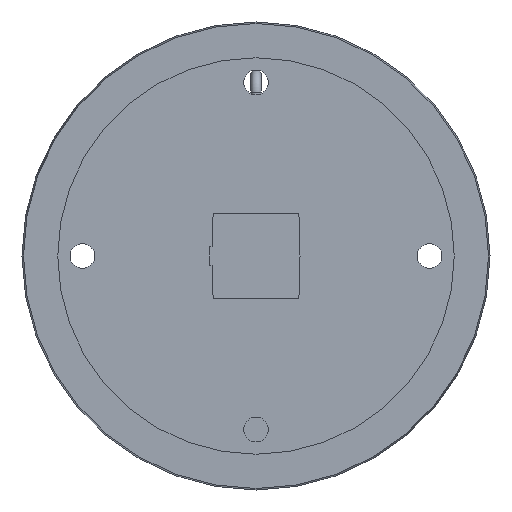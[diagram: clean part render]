
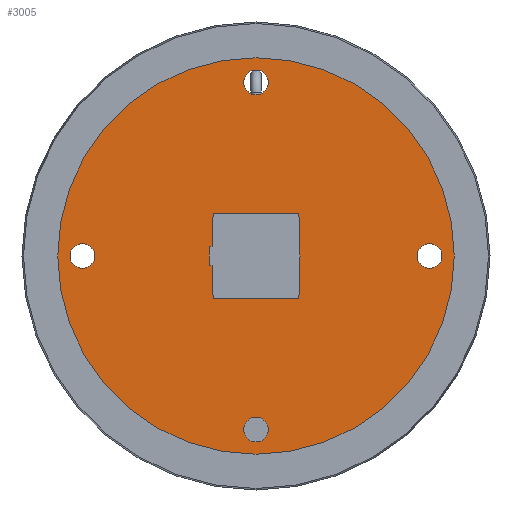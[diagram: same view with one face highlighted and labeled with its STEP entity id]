
A CAD part, front view. The second image highlights one B-rep face of the part: STEP entity #3005.
In plain terms, the highlighted planar face has unit normal (0, -1, 0).
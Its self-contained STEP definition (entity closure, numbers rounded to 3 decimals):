
#29 = EDGE_CURVE ( 'NONE', #2615, #2612, #1279, .T. ) ;
#44 = EDGE_CURVE ( 'NONE', #6784, #6784, #1273, .T. ) ;
#48 = EDGE_CURVE ( 'NONE', #2612, #2616, #1272, .T. ) ;
#50 = EDGE_CURVE ( 'NONE', #6786, #6786, #1274, .T. ) ;
#51 = EDGE_CURVE ( 'NONE', #2616, #2614, #1268, .T. ) ;
#82 = EDGE_CURVE ( 'NONE', #6787, #6787, #1247, .T. ) ;
#132 = EDGE_LOOP ( 'NONE', ( #1333 ) ) ;
#133 = EDGE_LOOP ( 'NONE', ( #1362 ) ) ;
#135 = EDGE_LOOP ( 'NONE', ( #1368 ) ) ;
#138 = EDGE_LOOP ( 'NONE', ( #1369, #1357, #6853, #1385 ) ) ;
#994 = AXIS2_PLACEMENT_3D ( 'NONE', #5161, #5162, #5163 ) ;
#995 = AXIS2_PLACEMENT_3D ( 'NONE', #5183, #5184, #5185 ) ;
#1001 = AXIS2_PLACEMENT_3D ( 'NONE', #5333, #5334, #5335 ) ;
#1046 = AXIS2_PLACEMENT_3D ( 'NONE', #6974, #6975, #6976 ) ;
#1247 = CIRCLE ( 'NONE', #1001, 9.5 ) ;
#1264 = VECTOR ( 'NONE', #5186, 1000. ) ;
#1268 = LINE ( 'NONE', #5178, #1264 ) ;
#1270 = VECTOR ( 'NONE', #5177, 1000. ) ;
#1272 = LINE ( 'NONE', #5172, #1270 ) ;
#1273 = CIRCLE ( 'NONE', #994, 9.5 ) ;
#1274 = CIRCLE ( 'NONE', #995, 9.5 ) ;
#1279 = LINE ( 'NONE', #7151, #1280 ) ;
#1280 = VECTOR ( 'NONE', #7174, 1000. ) ;
#1333 = ORIENTED_EDGE ( 'NONE', *, *, #44, .F. ) ;
#1357 = ORIENTED_EDGE ( 'NONE', *, *, #2083, .F. ) ;
#1362 = ORIENTED_EDGE ( 'NONE', *, *, #82, .F. ) ;
#1367 = ORIENTED_EDGE ( 'NONE', *, *, #3373, .T. ) ;
#1368 = ORIENTED_EDGE ( 'NONE', *, *, #2085, .F. ) ;
#1369 = ORIENTED_EDGE ( 'NONE', *, *, #29, .F. ) ;
#1373 = ORIENTED_EDGE ( 'NONE', *, *, #50, .F. ) ;
#1385 = ORIENTED_EDGE ( 'NONE', *, *, #48, .F. ) ;
#2083 = EDGE_CURVE ( 'NONE', #2614, #2615, #6294, .T. ) ;
#2085 = EDGE_CURVE ( 'NONE', #6799, #6799, #6303, .T. ) ;
#2612 = VERTEX_POINT ( 'NONE', #3528 ) ;
#2614 = VERTEX_POINT ( 'NONE', #3530 ) ;
#2615 = VERTEX_POINT ( 'NONE', #3536 ) ;
#2616 = VERTEX_POINT ( 'NONE', #5113 ) ;
#3005 = ADVANCED_FACE ( 'NONE', ( #6573, #6578, #6572, #6574, #6576, #6579 ), #3715, .F. ) ;
#3326 = CARTESIAN_POINT ( 'NONE',  ( 0., 776.6, 0. ) ) ;
#3327 = DIRECTION ( 'NONE',  ( 0., -1., 0. ) ) ;
#3328 = DIRECTION ( 'NONE',  ( -1., 0., 0. ) ) ;
#3373 = EDGE_CURVE ( 'NONE', #6802, #6802, #6743, .T. ) ;
#3479 = CARTESIAN_POINT ( 'NONE',  ( 0., 776.6, -143. ) ) ;
#3480 = CARTESIAN_POINT ( 'NONE',  ( 133.5, 776.6, -9.5 ) ) ;
#3485 = CARTESIAN_POINT ( 'NONE',  ( 0., 776.6, 124. ) ) ;
#3497 = CARTESIAN_POINT ( 'NONE',  ( -133.5, 776.6, -9.5 ) ) ;
#3500 = CARTESIAN_POINT ( 'NONE',  ( -152.5, 776.6, 0. ) ) ;
#3528 = CARTESIAN_POINT ( 'NONE',  ( -12.5, 776.6, -12.5 ) ) ;
#3530 = CARTESIAN_POINT ( 'NONE',  ( 12.5, 776.6, 12.5 ) ) ;
#3536 = CARTESIAN_POINT ( 'NONE',  ( -12.5, 776.6, 12.5 ) ) ;
#3714 = DIRECTION ( 'NONE',  ( 0., 1., 0. ) ) ;
#3715 = PLANE ( 'NONE',  #3933 ) ;
#3717 = CARTESIAN_POINT ( 'NONE',  ( 70., 776.6, 0. ) ) ;
#3719 = DIRECTION ( 'NONE',  ( 1., 0., 0. ) ) ;
#3933 = AXIS2_PLACEMENT_3D ( 'NONE', #3717, #3714, #3719 ) ;
#4004 = AXIS2_PLACEMENT_3D ( 'NONE', #3326, #3327, #3328 ) ;
#5113 = CARTESIAN_POINT ( 'NONE',  ( 12.5, 776.6, -12.5 ) ) ;
#5161 = CARTESIAN_POINT ( 'NONE',  ( 133.5, 776.6, 0. ) ) ;
#5162 = DIRECTION ( 'NONE',  ( 0., -1., 0. ) ) ;
#5163 = DIRECTION ( 'NONE',  ( 0., 0., -1. ) ) ;
#5172 = CARTESIAN_POINT ( 'NONE',  ( 70., 776.6, -12.5 ) ) ;
#5177 = DIRECTION ( 'NONE',  ( 1., 0., 0. ) ) ;
#5178 = CARTESIAN_POINT ( 'NONE',  ( 12.5, 776.6, 0. ) ) ;
#5183 = CARTESIAN_POINT ( 'NONE',  ( 0., 776.6, -133.5 ) ) ;
#5184 = DIRECTION ( 'NONE',  ( 0., -1., 0. ) ) ;
#5185 = DIRECTION ( 'NONE',  ( 0., 0., -1. ) ) ;
#5186 = DIRECTION ( 'NONE',  ( 0., 0., 1. ) ) ;
#5333 = CARTESIAN_POINT ( 'NONE',  ( 0., 776.6, 133.5 ) ) ;
#5334 = DIRECTION ( 'NONE',  ( 0., -1., 0. ) ) ;
#5335 = DIRECTION ( 'NONE',  ( 0., 0., -1. ) ) ;
#6294 = LINE ( 'NONE', #6960, #6302 ) ;
#6302 = VECTOR ( 'NONE', #6968, 1000. ) ;
#6303 = CIRCLE ( 'NONE', #1046, 9.5 ) ;
#6572 = FACE_BOUND ( 'NONE', #133, .T. ) ;
#6573 = FACE_BOUND ( 'NONE', #6867, .T. ) ;
#6574 = FACE_BOUND ( 'NONE', #132, .T. ) ;
#6576 = FACE_OUTER_BOUND ( 'NONE', #6868, .T. ) ;
#6578 = FACE_BOUND ( 'NONE', #135, .T. ) ;
#6579 = FACE_BOUND ( 'NONE', #138, .T. ) ;
#6743 = CIRCLE ( 'NONE', #4004, 152.5 ) ;
#6784 = VERTEX_POINT ( 'NONE', #3480 ) ;
#6786 = VERTEX_POINT ( 'NONE', #3479 ) ;
#6787 = VERTEX_POINT ( 'NONE', #3485 ) ;
#6799 = VERTEX_POINT ( 'NONE', #3497 ) ;
#6802 = VERTEX_POINT ( 'NONE', #3500 ) ;
#6853 = ORIENTED_EDGE ( 'NONE', *, *, #51, .F. ) ;
#6867 = EDGE_LOOP ( 'NONE', ( #1373 ) ) ;
#6868 = EDGE_LOOP ( 'NONE', ( #1367 ) ) ;
#6960 = CARTESIAN_POINT ( 'NONE',  ( 70., 776.6, 12.5 ) ) ;
#6968 = DIRECTION ( 'NONE',  ( -1., 0., 0. ) ) ;
#6974 = CARTESIAN_POINT ( 'NONE',  ( -133.5, 776.6, 0. ) ) ;
#6975 = DIRECTION ( 'NONE',  ( 0., -1., 0. ) ) ;
#6976 = DIRECTION ( 'NONE',  ( 0., 0., -1. ) ) ;
#7151 = CARTESIAN_POINT ( 'NONE',  ( -12.5, 776.6, 0. ) ) ;
#7174 = DIRECTION ( 'NONE',  ( 0., 0., -1. ) ) ;
